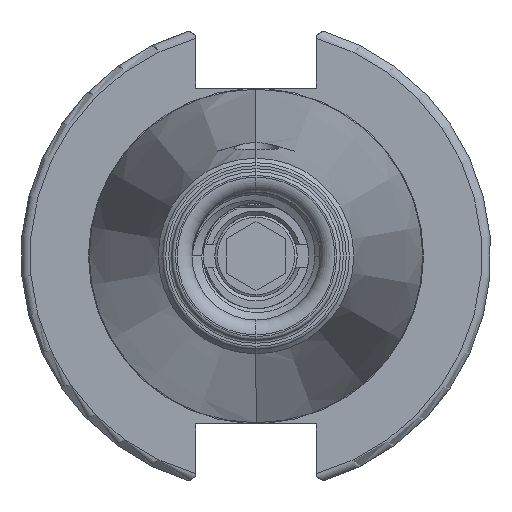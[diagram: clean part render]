
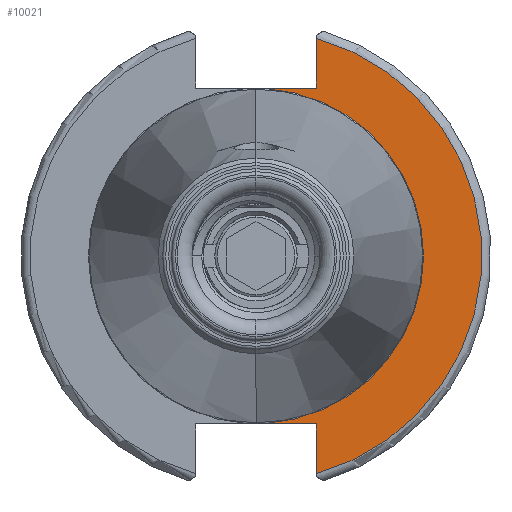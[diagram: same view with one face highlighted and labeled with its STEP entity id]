
A CAD part, left-side view. The second image highlights one B-rep face of the part: STEP entity #10021.
In plain terms, the highlighted planar face has unit normal (-1, 0, 0).
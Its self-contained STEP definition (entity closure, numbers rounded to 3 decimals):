
#3801 = VERTEX_POINT ( 'NONE', #22301 ) ;
#3822 = VERTEX_POINT ( 'NONE', #22381 ) ;
#3827 = VERTEX_POINT ( 'NONE', #22362 ) ;
#10021 = ADVANCED_FACE ( 'NONE', ( #16263 ), #29641, .F. ) ;
#11369 = DIRECTION ( 'NONE',  ( 0., 0., 1. ) ) ;
#11395 = CARTESIAN_POINT ( 'NONE',  ( -5., 0., 0. ) ) ;
#11396 = DIRECTION ( 'NONE',  ( -1., 0., 0. ) ) ;
#13814 = CARTESIAN_POINT ( 'NONE',  ( -5., -8.075, -29.1 ) ) ;
#13829 = CARTESIAN_POINT ( 'NONE',  ( -5., -8.075, 22.45 ) ) ;
#16263 = FACE_OUTER_BOUND ( 'NONE', #32288, .T. ) ;
#17130 = DIRECTION ( 'NONE',  ( 0., 1., 0. ) ) ;
#17145 = CARTESIAN_POINT ( 'NONE',  ( -5., 22.398, -22.35 ) ) ;
#17200 = CARTESIAN_POINT ( 'NONE',  ( -5., -8.075, 0. ) ) ;
#17204 = DIRECTION ( 'NONE',  ( 0., 0., 1. ) ) ;
#17296 = CARTESIAN_POINT ( 'NONE',  ( -5., 0., 0. ) ) ;
#17330 = DIRECTION ( 'NONE',  ( -1., 0., 0. ) ) ;
#17331 = DIRECTION ( 'NONE',  ( 0., 0., 1. ) ) ;
#17365 = CARTESIAN_POINT ( 'NONE',  ( -5., -8.075, 0. ) ) ;
#17383 = DIRECTION ( 'NONE',  ( 0., 0., -1. ) ) ;
#17387 = CARTESIAN_POINT ( 'NONE',  ( -5., -7.975, 22.45 ) ) ;
#17398 = DIRECTION ( 'NONE',  ( 0., 0., -1. ) ) ;
#17400 = DIRECTION ( 'NONE',  ( 0., 0., -1. ) ) ;
#17406 = DIRECTION ( 'NONE',  ( 1., 0., 0. ) ) ;
#17409 = CARTESIAN_POINT ( 'NONE',  ( -5., -7.975, -22.45 ) ) ;
#17413 = DIRECTION ( 'NONE',  ( 0., -1., 0. ) ) ;
#17415 = CARTESIAN_POINT ( 'NONE',  ( -5., 22.398, 22.35 ) ) ;
#17423 = DIRECTION ( 'NONE',  ( 1., 0., 0. ) ) ;
#19796 = CARTESIAN_POINT ( 'NONE',  ( -5., -1.464, 22.35 ) ) ;
#19888 = CARTESIAN_POINT ( 'NONE',  ( -5., -1.464, -22.35 ) ) ;
#19910 = CARTESIAN_POINT ( 'NONE',  ( -5., -7.975, -22.35 ) ) ;
#20910 = EDGE_CURVE ( 'NONE', #25063, #25038, #27981, .T. ) ;
#21827 = VERTEX_POINT ( 'NONE', #13814 ) ;
#21858 = VERTEX_POINT ( 'NONE', #13829 ) ;
#22301 = CARTESIAN_POINT ( 'NONE',  ( -5., -8.075, -22.45 ) ) ;
#22362 = CARTESIAN_POINT ( 'NONE',  ( -5., -8.075, 29.1 ) ) ;
#22381 = CARTESIAN_POINT ( 'NONE',  ( -5., -7.975, 22.35 ) ) ;
#23313 = AXIS2_PLACEMENT_3D ( 'NONE', #11395, #11396, #11369 ) ;
#23391 = AXIS2_PLACEMENT_3D ( 'NONE', #17296, #17330, #17331 ) ;
#23403 = AXIS2_PLACEMENT_3D ( 'NONE', #17409, #17423, #17400 ) ;
#23428 = AXIS2_PLACEMENT_3D ( 'NONE', #17387, #17406, #17398 ) ;
#23894 = EDGE_CURVE ( 'NONE', #28931, #25063, #28372, .T. ) ;
#23919 = EDGE_CURVE ( 'NONE', #21858, #3827, #28353, .T. ) ;
#23931 = EDGE_CURVE ( 'NONE', #21827, #3827, #28344, .T. ) ;
#23941 = EDGE_CURVE ( 'NONE', #3801, #21827, #28390, .T. ) ;
#23944 = EDGE_CURVE ( 'NONE', #28931, #3801, #28341, .T. ) ;
#23948 = EDGE_CURVE ( 'NONE', #25038, #3822, #28342, .T. ) ;
#23952 = EDGE_CURVE ( 'NONE', #21858, #3822, #28424, .T. ) ;
#24346 = AXIS2_PLACEMENT_3D ( 'NONE', #29595, #29597, #29617 ) ;
#25038 = VERTEX_POINT ( 'NONE', #19796 ) ;
#25063 = VERTEX_POINT ( 'NONE', #19888 ) ;
#27981 = CIRCLE ( 'NONE', #23313, 22.398 ) ;
#28341 = CIRCLE ( 'NONE', #23403, 0.1 ) ;
#28342 = LINE ( 'NONE', #17415, #28428 ) ;
#28344 = CIRCLE ( 'NONE', #23391, 30.2 ) ;
#28353 = LINE ( 'NONE', #17200, #28357 ) ;
#28357 = VECTOR ( 'NONE', #17204, 1000. ) ;
#28372 = LINE ( 'NONE', #17145, #28382 ) ;
#28382 = VECTOR ( 'NONE', #17130, 1000. ) ;
#28390 = LINE ( 'NONE', #17365, #28391 ) ;
#28391 = VECTOR ( 'NONE', #17383, 1000. ) ;
#28424 = CIRCLE ( 'NONE', #23428, 0.1 ) ;
#28428 = VECTOR ( 'NONE', #17413, 1000. ) ;
#28931 = VERTEX_POINT ( 'NONE', #19910 ) ;
#29595 = CARTESIAN_POINT ( 'NONE',  ( -5., 22.398, 0. ) ) ;
#29597 = DIRECTION ( 'NONE',  ( 1., 0., 0. ) ) ;
#29617 = DIRECTION ( 'NONE',  ( 0., 0., -1. ) ) ;
#29641 = PLANE ( 'NONE',  #24346 ) ;
#32160 = ORIENTED_EDGE ( 'NONE', *, *, #23931, .T. ) ;
#32171 = ORIENTED_EDGE ( 'NONE', *, *, #23941, .T. ) ;
#32175 = ORIENTED_EDGE ( 'NONE', *, *, #23894, .F. ) ;
#32176 = ORIENTED_EDGE ( 'NONE', *, *, #20910, .F. ) ;
#32177 = ORIENTED_EDGE ( 'NONE', *, *, #23952, .T. ) ;
#32203 = ORIENTED_EDGE ( 'NONE', *, *, #23944, .T. ) ;
#32244 = ORIENTED_EDGE ( 'NONE', *, *, #23919, .F. ) ;
#32268 = ORIENTED_EDGE ( 'NONE', *, *, #23948, .F. ) ;
#32288 = EDGE_LOOP ( 'NONE', ( #32175, #32203, #32171, #32160, #32244, #32177, #32268, #32176 ) ) ;
